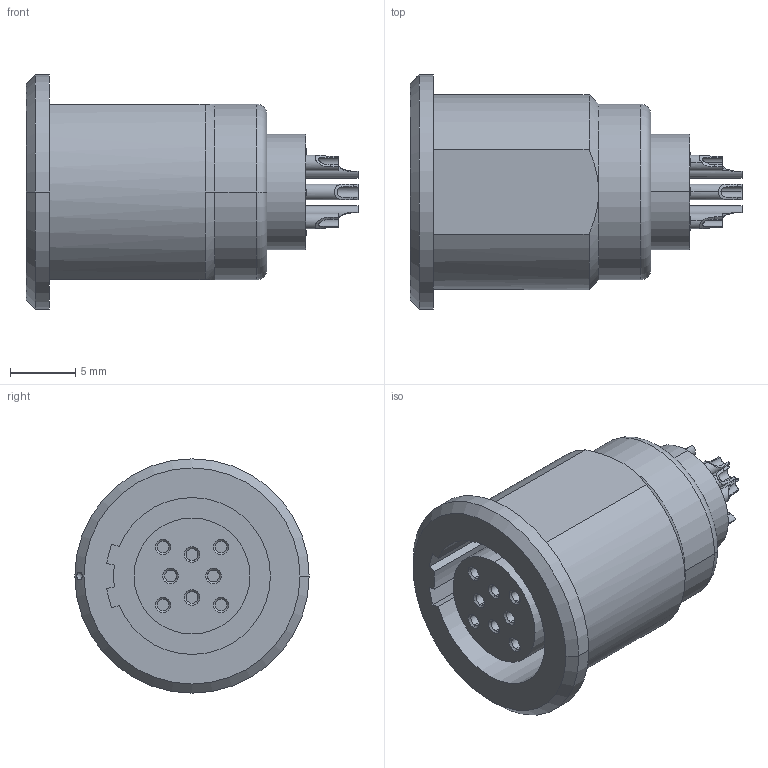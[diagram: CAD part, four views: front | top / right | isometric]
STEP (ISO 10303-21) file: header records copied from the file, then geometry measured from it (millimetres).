
FILE_DESCRIPTION((''),'2;1');
FILE_NAME('G12LAC-PD8L','2020-09-07T09:43:40',('RTrager'),(''),'CREO PARAMETRIC BY PTC INC, 2018300','CREO PARAMETRIC BY PTC INC, 2018300','');
FILE_SCHEMA(('AP242_MANAGED_MODEL_BASED_3D_ENGINEERING_MIM_LF { 1 0 10303 442 1 1 4 }'));
Length unit declared in the file: millimetre
Products named in the file (1): G12LAC-PD8L
Bounding box: 25.5 x 18 x 18 mm (x, y, z)
Volume: 2593.8 mm3; surface area: 2580.5 mm2
Topology: 1 solids, 1 shells, 327 faces, 858 edges, 563 vertices
Faces by surface type: extrusion 130, plane 89, cylinder 76, cone 21, torus 10, sphere 1
Entity records: 15160 total; most frequent: CARTESIAN_POINT 3203, ORIENTED_EDGE 1712, DIRECTION 1251, PRESENTATION_STYLE_ASSIGNMENT 1007, STYLED_ITEM 884, CURVE_STYLE 856, EDGE_CURVE 856, VERTEX_POINT 563
